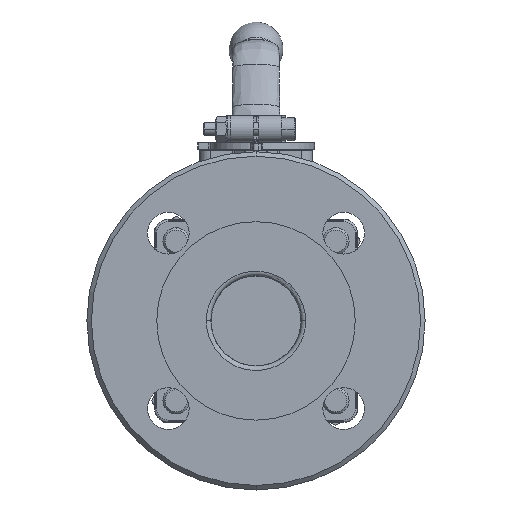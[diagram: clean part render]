
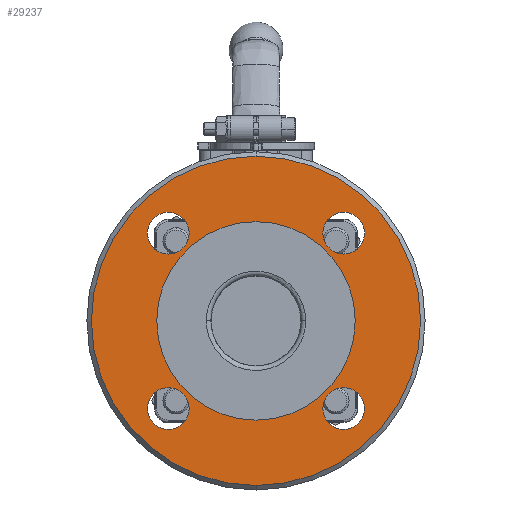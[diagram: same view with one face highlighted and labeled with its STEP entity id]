
A CAD part, left-side view. The second image highlights one B-rep face of the part: STEP entity #29237.
In plain terms, the highlighted planar face has unit normal (-1, 0, 0).
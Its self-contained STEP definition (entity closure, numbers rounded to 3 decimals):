
#19292=CARTESIAN_POINT('',(-50.,-29.641,-38.891));
#19293=VERTEX_POINT('',#19292);
#19309=CARTESIAN_POINT('',(-50.,-48.141,-38.891));
#19310=VERTEX_POINT('',#19309);
#19317=CARTESIAN_POINT('',(-50.,-38.891,-38.891));
#19318=DIRECTION('',(1.,-0.,-0.));
#19319=DIRECTION('',(0.,1.,-0.));
#19320=AXIS2_PLACEMENT_3D('',#19317,#19318,#19319);
#19321=CIRCLE('',#19320,9.25);
#19322=EDGE_CURVE('',#19293,#19310,#19321,.T.);
#19335=CARTESIAN_POINT('',(-50.,48.141,38.891));
#19336=VERTEX_POINT('',#19335);
#19352=CARTESIAN_POINT('',(-50.,29.641,38.891));
#19353=VERTEX_POINT('',#19352);
#19360=CARTESIAN_POINT('',(-50.,38.891,38.891));
#19361=DIRECTION('',(1.,-0.,-0.));
#19362=DIRECTION('',(0.,1.,-0.));
#19363=AXIS2_PLACEMENT_3D('',#19360,#19361,#19362);
#19364=CIRCLE('',#19363,9.25);
#19365=EDGE_CURVE('',#19336,#19353,#19364,.T.);
#19378=CARTESIAN_POINT('',(-50.,48.141,-38.891));
#19379=VERTEX_POINT('',#19378);
#19395=CARTESIAN_POINT('',(-50.,29.641,-38.891));
#19396=VERTEX_POINT('',#19395);
#19403=CARTESIAN_POINT('',(-50.,38.891,-38.891));
#19404=DIRECTION('',(1.,-0.,-0.));
#19405=DIRECTION('',(0.,1.,-0.));
#19406=AXIS2_PLACEMENT_3D('',#19403,#19404,#19405);
#19407=CIRCLE('',#19406,9.25);
#19408=EDGE_CURVE('',#19379,#19396,#19407,.T.);
#19421=CARTESIAN_POINT('',(-50.,-29.641,38.891));
#19422=VERTEX_POINT('',#19421);
#19438=CARTESIAN_POINT('',(-50.,-48.141,38.891));
#19439=VERTEX_POINT('',#19438);
#19446=CARTESIAN_POINT('',(-50.,-38.891,38.891));
#19447=DIRECTION('',(1.,-0.,-0.));
#19448=DIRECTION('',(0.,1.,-0.));
#19449=AXIS2_PLACEMENT_3D('',#19446,#19447,#19448);
#19450=CIRCLE('',#19449,9.25);
#19451=EDGE_CURVE('',#19422,#19439,#19450,.T.);
#21541=CARTESIAN_POINT('',(-50.,0.,73.));
#21542=VERTEX_POINT('',#21541);
#21549=CARTESIAN_POINT('',(-50.,-0.,-73.));
#21550=VERTEX_POINT('',#21549);
#21551=CARTESIAN_POINT('',(-50.,0.,-0.));
#21552=DIRECTION('',(1.,0.,-0.));
#21553=DIRECTION('',(0.,0.,1.));
#21554=AXIS2_PLACEMENT_3D('',#21551,#21552,#21553);
#21555=CIRCLE('',#21554,73.);
#21556=EDGE_CURVE('',#21542,#21550,#21555,.T.);
#21576=CARTESIAN_POINT('',(-50.,0.,44.));
#21577=VERTEX_POINT('',#21576);
#21593=CARTESIAN_POINT('',(-50.,-0.,-44.));
#21594=VERTEX_POINT('',#21593);
#21601=CARTESIAN_POINT('',(-50.,0.,-0.));
#21602=DIRECTION('',(1.,-0.,-0.));
#21603=DIRECTION('',(0.,0.,1.));
#21604=AXIS2_PLACEMENT_3D('',#21601,#21602,#21603);
#21605=CIRCLE('',#21604,44.);
#21606=EDGE_CURVE('',#21577,#21594,#21605,.T.);
#27132=CARTESIAN_POINT('',(-50.,0.,-0.));
#27133=DIRECTION('',(1.,-0.,-0.));
#27134=DIRECTION('',(0.,0.,1.));
#27135=AXIS2_PLACEMENT_3D('',#27132,#27133,#27134);
#27136=CIRCLE('',#27135,44.);
#27137=EDGE_CURVE('',#21594,#21577,#27136,.T.);
#27159=CARTESIAN_POINT('',(-50.,0.,-0.));
#27160=DIRECTION('',(1.,0.,-0.));
#27161=DIRECTION('',(0.,0.,1.));
#27162=AXIS2_PLACEMENT_3D('',#27159,#27160,#27161);
#27163=CIRCLE('',#27162,73.);
#27164=EDGE_CURVE('',#21550,#21542,#27163,.T.);
#29184=CARTESIAN_POINT('',(-50.,0.,58.5));
#29185=DIRECTION('',(-1.,0.,0.));
#29186=DIRECTION('',(0.,-1.,0.));
#29187=AXIS2_PLACEMENT_3D('',#29184,#29185,#29186);
#29188=PLANE('',#29187);
#29189=ORIENTED_EDGE('',*,*,#27164,.F.);
#29190=ORIENTED_EDGE('',*,*,#21556,.F.);
#29191=EDGE_LOOP('',(#29189,#29190));
#29192=FACE_BOUND('',#29191,.T.);
#29193=CARTESIAN_POINT('',(-50.,-38.891,-38.891));
#29194=DIRECTION('',(1.,-0.,-0.));
#29195=DIRECTION('',(0.,1.,-0.));
#29196=AXIS2_PLACEMENT_3D('',#29193,#29194,#29195);
#29197=CIRCLE('',#29196,9.25);
#29198=EDGE_CURVE('',#19310,#19293,#29197,.T.);
#29199=ORIENTED_EDGE('',*,*,#29198,.T.);
#29200=ORIENTED_EDGE('',*,*,#19322,.T.);
#29201=EDGE_LOOP('',(#29199,#29200));
#29202=FACE_BOUND('',#29201,.T.);
#29203=CARTESIAN_POINT('',(-50.,38.891,38.891));
#29204=DIRECTION('',(1.,-0.,-0.));
#29205=DIRECTION('',(0.,1.,-0.));
#29206=AXIS2_PLACEMENT_3D('',#29203,#29204,#29205);
#29207=CIRCLE('',#29206,9.25);
#29208=EDGE_CURVE('',#19353,#19336,#29207,.T.);
#29209=ORIENTED_EDGE('',*,*,#29208,.T.);
#29210=ORIENTED_EDGE('',*,*,#19365,.T.);
#29211=EDGE_LOOP('',(#29209,#29210));
#29212=FACE_BOUND('',#29211,.T.);
#29213=CARTESIAN_POINT('',(-50.,38.891,-38.891));
#29214=DIRECTION('',(1.,-0.,-0.));
#29215=DIRECTION('',(0.,1.,-0.));
#29216=AXIS2_PLACEMENT_3D('',#29213,#29214,#29215);
#29217=CIRCLE('',#29216,9.25);
#29218=EDGE_CURVE('',#19396,#19379,#29217,.T.);
#29219=ORIENTED_EDGE('',*,*,#29218,.T.);
#29220=ORIENTED_EDGE('',*,*,#19408,.T.);
#29221=EDGE_LOOP('',(#29219,#29220));
#29222=FACE_BOUND('',#29221,.T.);
#29223=CARTESIAN_POINT('',(-50.,-38.891,38.891));
#29224=DIRECTION('',(1.,-0.,-0.));
#29225=DIRECTION('',(0.,1.,-0.));
#29226=AXIS2_PLACEMENT_3D('',#29223,#29224,#29225);
#29227=CIRCLE('',#29226,9.25);
#29228=EDGE_CURVE('',#19439,#19422,#29227,.T.);
#29229=ORIENTED_EDGE('',*,*,#29228,.T.);
#29230=ORIENTED_EDGE('',*,*,#19451,.T.);
#29231=EDGE_LOOP('',(#29229,#29230));
#29232=FACE_BOUND('',#29231,.T.);
#29233=ORIENTED_EDGE('',*,*,#27137,.T.);
#29234=ORIENTED_EDGE('',*,*,#21606,.T.);
#29235=EDGE_LOOP('',(#29233,#29234));
#29236=FACE_BOUND('',#29235,.T.);
#29237=ADVANCED_FACE('',(#29192,#29202,#29212,#29222,#29232,#29236),#29188,.T.);
